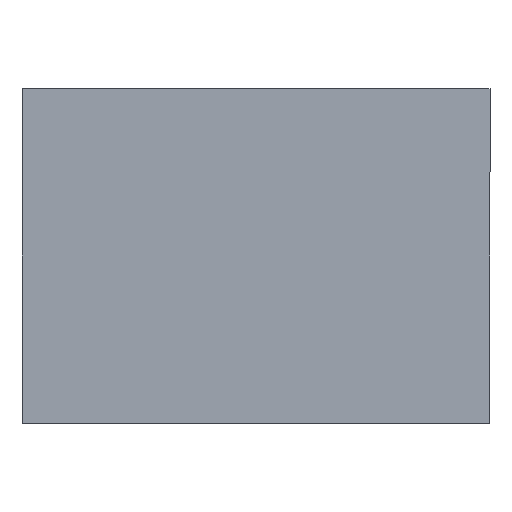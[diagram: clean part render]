
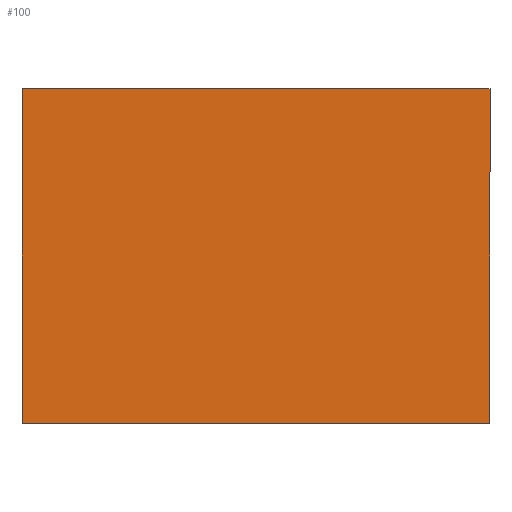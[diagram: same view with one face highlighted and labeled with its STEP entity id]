
A CAD part, front view. The second image highlights one B-rep face of the part: STEP entity #100.
In plain terms, the highlighted planar face has unit normal (0, -1, 0).
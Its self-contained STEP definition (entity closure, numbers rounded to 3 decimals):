
#3 = CARTESIAN_POINT ( 'NONE',  ( 0., 0., 0. ) ) ;
#9 = DIRECTION ( 'NONE',  ( 1., 0., 0. ) ) ;
#11 = CARTESIAN_POINT ( 'NONE',  ( 0., 0., -4. ) ) ;
#13 = DIRECTION ( 'NONE',  ( 0., 0., 1. ) ) ;
#20 = VERTEX_POINT ( 'NONE', #141 ) ;
#28 = LINE ( 'NONE', #11, #102 ) ;
#34 = DIRECTION ( 'NONE',  ( -1., 0., 0. ) ) ;
#48 = LINE ( 'NONE', #195, #105 ) ;
#60 = ORIENTED_EDGE ( 'NONE', *, *, #76, .F. ) ;
#63 = LINE ( 'NONE', #166, #95 ) ;
#65 = DIRECTION ( 'NONE',  ( 0., 0., -1. ) ) ;
#75 = EDGE_LOOP ( 'NONE', ( #189, #88, #150, #60 ) ) ;
#76 = EDGE_CURVE ( 'NONE', #152, #94, #121, .T. ) ;
#84 = DIRECTION ( 'NONE',  ( 0., 0., -1. ) ) ;
#88 = ORIENTED_EDGE ( 'NONE', *, *, #117, .F. ) ;
#91 = VERTEX_POINT ( 'NONE', #107 ) ;
#94 = VERTEX_POINT ( 'NONE', #127 ) ;
#95 = VECTOR ( 'NONE', #84, 1000. ) ;
#100 = ADVANCED_FACE ( 'NONE', ( #142 ), #191, .T. ) ;
#102 = VECTOR ( 'NONE', #34, 1000. ) ;
#103 = CARTESIAN_POINT ( 'NONE',  ( 0., 0., 0. ) ) ;
#105 = VECTOR ( 'NONE', #13, 1000. ) ;
#107 = CARTESIAN_POINT ( 'NONE',  ( 0., 0., -4. ) ) ;
#111 = CARTESIAN_POINT ( 'NONE',  ( 0., 0., 0. ) ) ;
#117 = EDGE_CURVE ( 'NONE', #20, #91, #28, .T. ) ;
#121 = LINE ( 'NONE', #3, #130 ) ;
#127 = CARTESIAN_POINT ( 'NONE',  ( 5.6, 0., 0. ) ) ;
#130 = VECTOR ( 'NONE', #9, 1000. ) ;
#141 = CARTESIAN_POINT ( 'NONE',  ( 5.6, 0., -4. ) ) ;
#142 = FACE_OUTER_BOUND ( 'NONE', #75, .T. ) ;
#145 = AXIS2_PLACEMENT_3D ( 'NONE', #111, #159, #65 ) ;
#150 = ORIENTED_EDGE ( 'NONE', *, *, #172, .F. ) ;
#152 = VERTEX_POINT ( 'NONE', #103 ) ;
#159 = DIRECTION ( 'NONE',  ( 0., -1., 0. ) ) ;
#166 = CARTESIAN_POINT ( 'NONE',  ( 5.6, 0., 0. ) ) ;
#172 = EDGE_CURVE ( 'NONE', #94, #20, #63, .T. ) ;
#189 = ORIENTED_EDGE ( 'NONE', *, *, #201, .F. ) ;
#191 = PLANE ( 'NONE',  #145 ) ;
#195 = CARTESIAN_POINT ( 'NONE',  ( 0., 0., 0. ) ) ;
#201 = EDGE_CURVE ( 'NONE', #91, #152, #48, .T. ) ;
